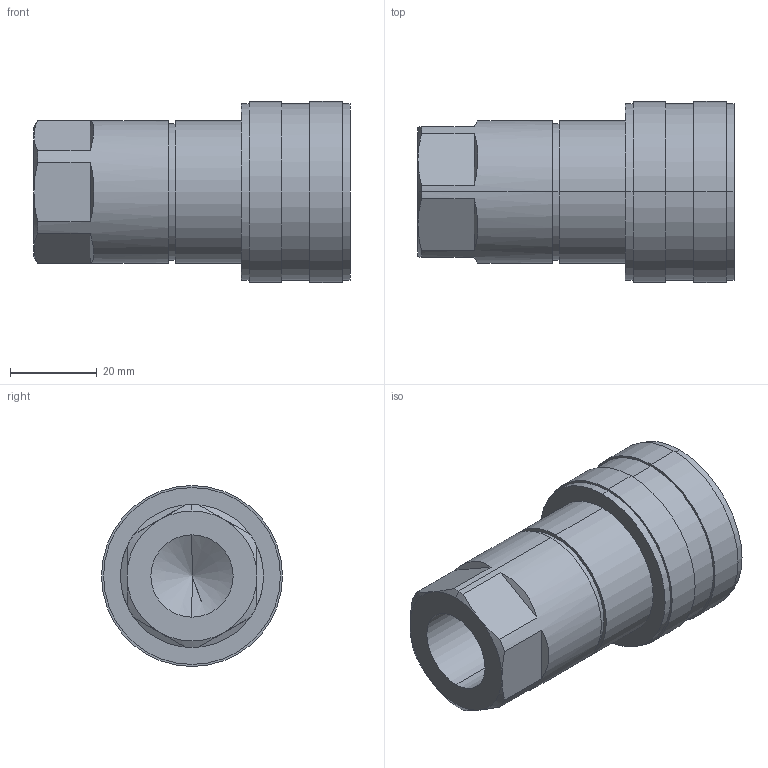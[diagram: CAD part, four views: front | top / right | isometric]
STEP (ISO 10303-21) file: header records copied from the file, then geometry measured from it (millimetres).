
FILE_DESCRIPTION (( 'STEP AP214' ), '1' );
FILE_NAME ('BB13.1103_IC_JV.STEP', '2016-07-22T09:35:08', ( '' ), ( '' ), 'SwSTEP 2.0', 'SolidWorks 2016', '' );
FILE_SCHEMA (( 'AUTOMOTIVE_DESIGN' ));
Length unit declared in the file: millimetre
Products named in the file (1): BB13.1103_IC_JV
Bounding box: 73 x 41.8 x 41.8 mm (x, y, z)
Volume: 60086.9 mm3; surface area: 13976.5 mm2
Topology: 1 solids, 1 shells, 57 faces, 126 edges, 80 vertices
Faces by surface type: cylinder 24, plane 24, cone 9
Entity records: 1723 total; most frequent: CARTESIAN_POINT 352, DIRECTION 283, ORIENTED_EDGE 248, EDGE_CURVE 124, AXIS2_PLACEMENT_3D 119, VERTEX_POINT 80, EDGE_LOOP 68, CIRCLE 61
